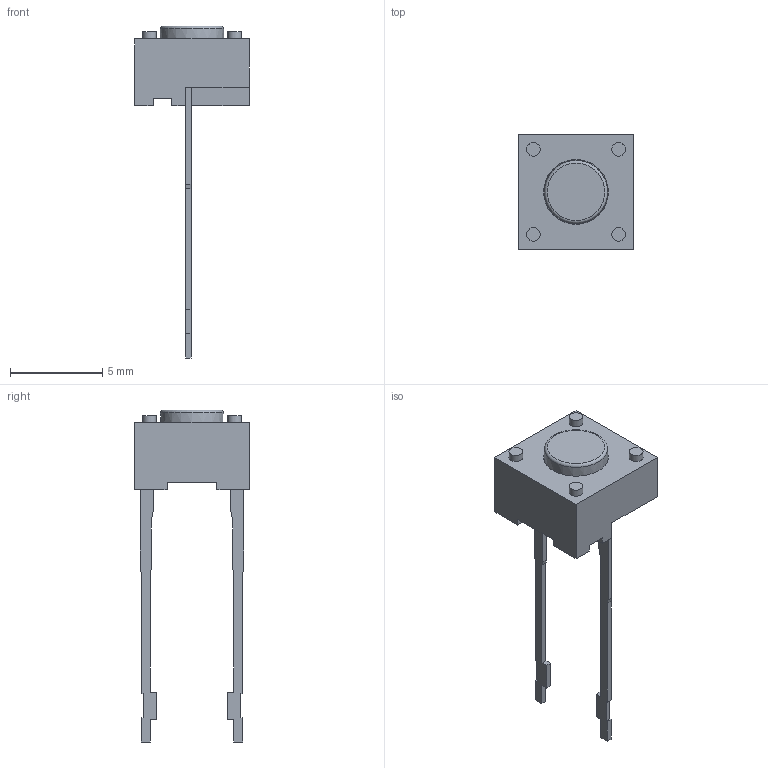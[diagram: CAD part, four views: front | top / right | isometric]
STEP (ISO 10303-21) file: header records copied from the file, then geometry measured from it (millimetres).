
FILE_DESCRIPTION((' '),'2;1');
FILE_NAME('TL59NFxxxQ.stp','2017-07-20T13:51:12',(' '),(' '),' ','ACIS',' ');
FILE_SCHEMA(('CONFIG_CONTROL_DESIGN'));
Length unit declared in the file: inch
Products named in the file (1): TL59NFxxxQ.stp
Bounding box: 6.2 x 6.2 x 17.95 mm (x, y, z)
Volume: 112.4 mm3; surface area: 396.6 mm2
Topology: 1 solids, 1 shells, 187 faces, 498 edges, 323 vertices
Faces by surface type: plane 128, cylinder 50, torus 4, cone 2, sphere 2, bspline 1
Full cylindrical faces by diameter (mm): 0.75 x4, 3.5 x1
Entity records: 5865 total; most frequent: CARTESIAN_POINT 1078, ORIENTED_EDGE 970, DIRECTION 952, EDGE_CURVE 485, VECTOR 382, LINE 382, VERTEX_POINT 320, AXIS2_PLACEMENT_3D 285
